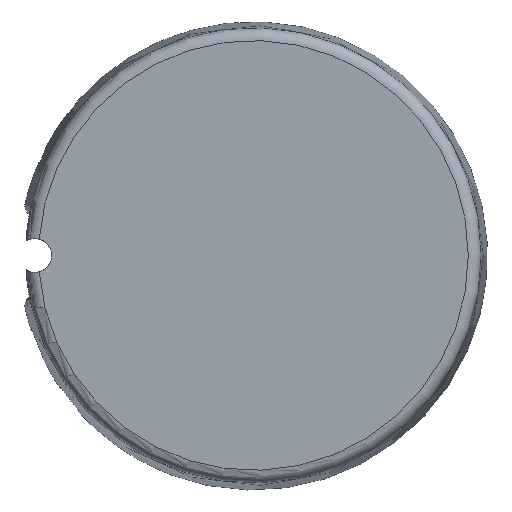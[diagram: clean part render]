
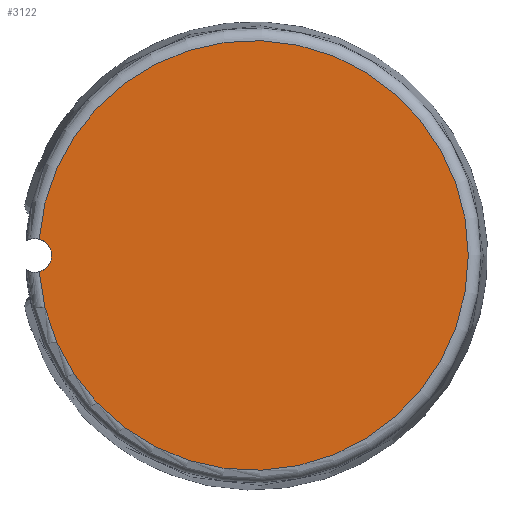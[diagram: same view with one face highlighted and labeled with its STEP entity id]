
A CAD part, top view. The second image highlights one B-rep face of the part: STEP entity #3122.
In plain terms, the highlighted planar face has unit normal (0, 0, 1).
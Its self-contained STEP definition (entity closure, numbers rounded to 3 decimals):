
#1220=CARTESIAN_POINT('',(-20.272,1.545,25.));
#1240=CARTESIAN_POINT('',(-20.272,-1.545,25.));
#1248=CARTESIAN_POINT('',(0.,0.,25.));
#1249=DIRECTION('',(0.,0.,1.));
#1250=DIRECTION('',(-0.997,-0.076,0.));
#1251=AXIS2_PLACEMENT_3D('',#1248,#1249,#1250);
#1253=CARTESIAN_POINT('',(-20.686,0.,25.));
#1254=DIRECTION('',(0.,0.,-1.));
#1255=DIRECTION('',(0.259,0.966,0.));
#1256=AXIS2_PLACEMENT_3D('',#1253,#1254,#1255);
#1286=VERTEX_POINT('',#1220);
#1289=VERTEX_POINT('',#1240);
#3113=CARTESIAN_POINT('',(0.,0.,25.));
#3114=DIRECTION('',(0.,0.,1.));
#3115=DIRECTION('',(1.,0.,0.));
#3116=AXIS2_PLACEMENT_3D('',#3113,#3114,#3115);
#3117=PLANE('',#3116);
#3118=ORIENTED_EDGE('',*,*,#3107,.F.);
#3119=ORIENTED_EDGE('',*,*,#3090,.F.);
#3120=EDGE_LOOP('',(#3118,#3119));
#3121=FACE_OUTER_BOUND('',#3120,.F.);
#3122=ADVANCED_FACE('',(#3121),#3117,.T.);
#1252=CIRCLE('',#1251,20.331);
#1257=CIRCLE('',#1256,1.6);
#3090=EDGE_CURVE('',#1286,#1289,#1257,.T.);
#3107=EDGE_CURVE('',#1289,#1286,#1252,.T.);
